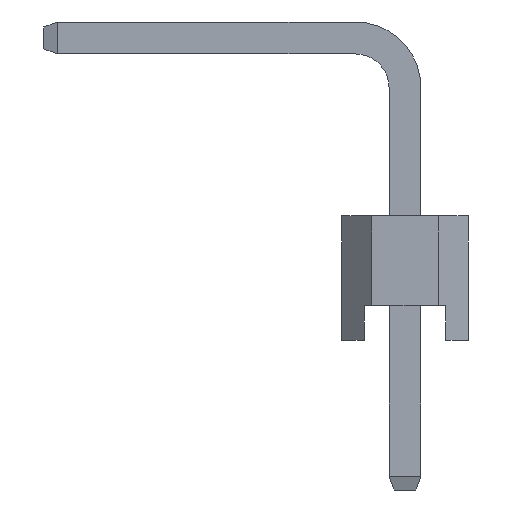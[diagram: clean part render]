
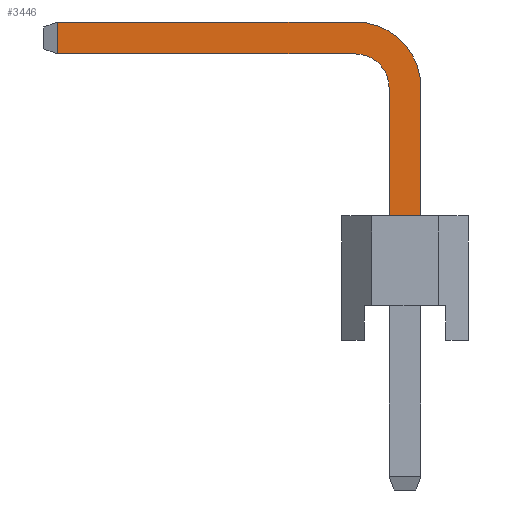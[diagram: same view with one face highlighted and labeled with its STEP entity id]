
A CAD part, left-side view. The second image highlights one B-rep face of the part: STEP entity #3446.
In plain terms, the highlighted planar face has unit normal (-1, 0, 0).
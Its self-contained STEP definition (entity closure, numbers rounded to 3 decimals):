
#3446=ADVANCED_FACE('',(#10612),#10614,.T.);
#10612=FACE_BOUND('',#10613,.T.);
#10613=EDGE_LOOP('',(#16521,#16522,#16523,#16524,#16525,#16526,#16527,#16528));
#10614=PLANE('',#10615);
#10615=AXIS2_PLACEMENT_3D('',#10616,#10617,#10618);
#10616=CARTESIAN_POINT('',(-0.32,0.32,-3.));
#10617=DIRECTION('',(-1.,0.,0.));
#10618=DIRECTION('',(0.,-1.,0.));
#16521=ORIENTED_EDGE('',*,*,#20102,.F.);
#16522=ORIENTED_EDGE('',*,*,#20103,.F.);
#16523=ORIENTED_EDGE('',*,*,#20104,.F.);
#16524=ORIENTED_EDGE('',*,*,#20091,.F.);
#16525=ORIENTED_EDGE('',*,*,#18760,.T.);
#16526=ORIENTED_EDGE('',*,*,#20101,.T.);
#16527=ORIENTED_EDGE('',*,*,#20105,.T.);
#16528=ORIENTED_EDGE('',*,*,#20106,.T.);
#18760=EDGE_CURVE('',#21246,#21250,#21252,.T.);
#20091=EDGE_CURVE('',#21246,#23487,#23488,.T.);
#20101=EDGE_CURVE('',#21250,#23503,#23505,.T.);
#20102=EDGE_CURVE('',#23506,#23507,#23508,.T.);
#20103=EDGE_CURVE('',#23509,#23506,#23510,.T.);
#20104=EDGE_CURVE('',#23487,#23509,#23511,.T.);
#20105=EDGE_CURVE('',#23503,#23512,#23513,.T.);
#20106=EDGE_CURVE('',#23512,#23507,#23514,.T.);
#21246=VERTEX_POINT('',#25410);
#21250=VERTEX_POINT('',#25418);
#21252=LINE('',#25422,#25423);
#23487=VERTEX_POINT('',#30423);
#23488=LINE('',#30424,#30425);
#23503=VERTEX_POINT('',#30459);
#23505=LINE('',#30463,#30464);
#23506=VERTEX_POINT('',#30466);
#23507=VERTEX_POINT('',#30467);
#23508=LINE('',#30468,#30469);
#23509=VERTEX_POINT('',#30471);
#23510=LINE('',#30472,#30473);
#23511=CIRCLE('',#30475,0.68);
#23512=VERTEX_POINT('',#30479);
#23513=CIRCLE('',#30480,1.32);
#23514=LINE('',#30484,#30485);
#25410=CARTESIAN_POINT('',(-0.32,0.32,2.5));
#25418=CARTESIAN_POINT('',(-0.32,-0.32,2.5));
#25422=CARTESIAN_POINT('',(-0.32,0.32,2.5));
#25423=VECTOR('',#25424,1.);
#25424=DIRECTION('',(0.,-1.,0.));
#30423=CARTESIAN_POINT('',(-0.32,0.32,5.07));
#30424=CARTESIAN_POINT('',(-0.32,0.32,2.5));
#30425=VECTOR('',#30426,1.);
#30426=DIRECTION('',(0.,0.,1.));
#30459=CARTESIAN_POINT('',(-0.32,-0.32,5.07));
#30463=CARTESIAN_POINT('',(-0.32,-0.32,2.5));
#30464=VECTOR('',#30465,1.);
#30465=DIRECTION('',(0.,0.,1.));
#30466=CARTESIAN_POINT('',(-0.32,6.975,5.75));
#30467=CARTESIAN_POINT('',(-0.32,6.975,6.39));
#30468=CARTESIAN_POINT('',(-0.32,6.975,5.75));
#30469=VECTOR('',#30470,1.);
#30470=DIRECTION('',(0.,0.,1.));
#30471=CARTESIAN_POINT('',(-0.32,1.,5.75));
#30472=CARTESIAN_POINT('',(-0.32,1.,5.75));
#30473=VECTOR('',#30474,1.);
#30474=DIRECTION('',(0.,1.,0.));
#30475=AXIS2_PLACEMENT_3D('',#30476,#30477,#30478);
#30476=CARTESIAN_POINT('',(-0.32,1.,5.07));
#30477=DIRECTION('',(-1.,-0.,0.));
#30478=DIRECTION('',(0.,-1.,0.));
#30479=CARTESIAN_POINT('',(-0.32,1.,6.39));
#30480=AXIS2_PLACEMENT_3D('',#30481,#30482,#30483);
#30481=CARTESIAN_POINT('',(-0.32,1.,5.07));
#30482=DIRECTION('',(-1.,-0.,0.));
#30483=DIRECTION('',(0.,-1.,0.));
#30484=CARTESIAN_POINT('',(-0.32,1.,6.39));
#30485=VECTOR('',#30486,1.);
#30486=DIRECTION('',(0.,1.,0.));
